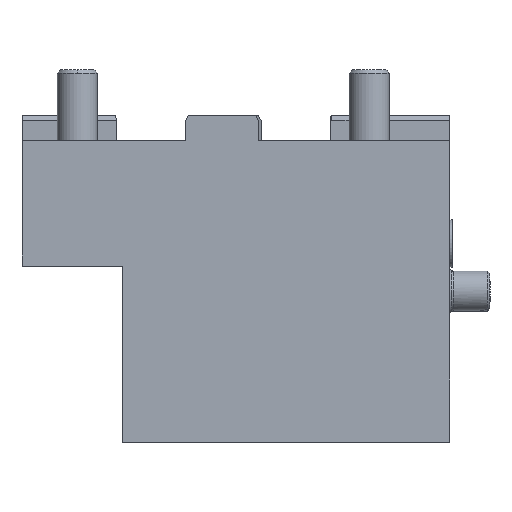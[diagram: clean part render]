
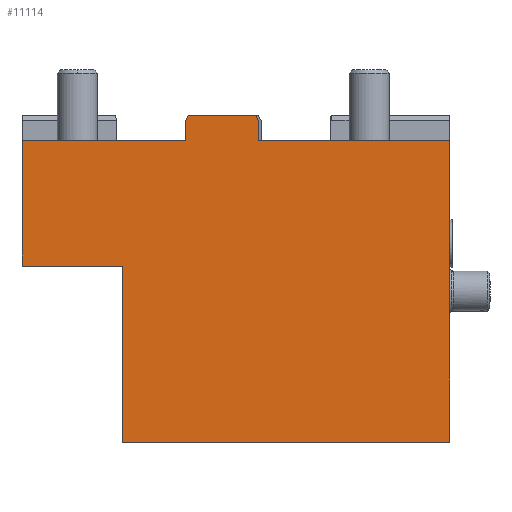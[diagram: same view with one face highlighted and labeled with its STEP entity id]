
A CAD part, front view. The second image highlights one B-rep face of the part: STEP entity #11114.
In plain terms, the highlighted planar face has unit normal (0, 1, 0).
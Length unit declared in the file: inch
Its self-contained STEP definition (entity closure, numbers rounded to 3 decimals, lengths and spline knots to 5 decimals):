
#431 = DIRECTION ( 'NONE',  ( 1., 0., 0. ) ) ;
#524 = ORIENTED_EDGE ( 'NONE', *, *, #11229, .T. ) ;
#938 = CARTESIAN_POINT ( 'NONE',  ( -0.29508, -1.47638, 0.15748 ) ) ;
#1020 = VECTOR ( 'NONE', #2868, 39.37008 ) ;
#1052 = CARTESIAN_POINT ( 'NONE',  ( 0., -1.47638, -2.3622 ) ) ;
#1369 = ORIENTED_EDGE ( 'NONE', *, *, #16546, .T. ) ;
#1551 = VERTEX_POINT ( 'NONE', #938 ) ;
#1887 = CARTESIAN_POINT ( 'NONE',  ( -0.7874, -1.47638, -2.3622 ) ) ;
#1922 = LINE ( 'NONE', #12691, #14280 ) ;
#2084 = EDGE_LOOP ( 'NONE', ( #9388, #2506, #2694, #1369, #12371, #13773, #17077, #17159, #13614, #3386, #7484, #524 ) ) ;
#2129 = VERTEX_POINT ( 'NONE', #1887 ) ;
#2310 = LINE ( 'NONE', #6345, #8217 ) ;
#2506 = ORIENTED_EDGE ( 'NONE', *, *, #12903, .T. ) ;
#2694 = ORIENTED_EDGE ( 'NONE', *, *, #10721, .T. ) ;
#2724 = CARTESIAN_POINT ( 'NONE',  ( 0., -1.47638, 0. ) ) ;
#2868 = DIRECTION ( 'NONE',  ( 0., 0., 1. ) ) ;
#2907 = VERTEX_POINT ( 'NONE', #15518 ) ;
#2935 = EDGE_CURVE ( 'NONE', #10195, #2129, #17186, .T. ) ;
#2957 = LINE ( 'NONE', #9491, #1020 ) ;
#3090 = DIRECTION ( 'NONE',  ( 0., 0., 1. ) ) ;
#3386 = ORIENTED_EDGE ( 'NONE', *, *, #5552, .T. ) ;
#3488 = VERTEX_POINT ( 'NONE', #5346 ) ;
#3534 = EDGE_CURVE ( 'NONE', #2907, #3488, #15878, .T. ) ;
#3874 = DIRECTION ( 'NONE',  ( 1., 0., 0. ) ) ;
#3898 = CARTESIAN_POINT ( 'NONE',  ( 0., -1.47638, 0. ) ) ;
#4300 = VERTEX_POINT ( 'NONE', #7266 ) ;
#5000 = DIRECTION ( 'NONE',  ( -1., 0., 0. ) ) ;
#5194 = VECTOR ( 'NONE', #5000, 39.37008 ) ;
#5256 = CARTESIAN_POINT ( 'NONE',  ( 1.77165, -1.47638, 0. ) ) ;
#5346 = CARTESIAN_POINT ( 'NONE',  ( 1.77165, -1.47638, 0. ) ) ;
#5552 = EDGE_CURVE ( 'NONE', #3488, #10195, #9254, .T. ) ;
#6345 = CARTESIAN_POINT ( 'NONE',  ( 0.26423, -1.47638, 0.17717 ) ) ;
#6637 = CARTESIAN_POINT ( 'NONE',  ( 0., -1.47638, 0.19685 ) ) ;
#6667 = VECTOR ( 'NONE', #8886, 39.37008 ) ;
#6746 = VECTOR ( 'NONE', #14532, 39.37008 ) ;
#7108 = LINE ( 'NONE', #8244, #16307 ) ;
#7266 = CARTESIAN_POINT ( 'NONE',  ( -0.7874, -1.47638, -0.98425 ) ) ;
#7484 = ORIENTED_EDGE ( 'NONE', *, *, #2935, .T. ) ;
#7497 = LINE ( 'NONE', #14337, #6667 ) ;
#7789 = CARTESIAN_POINT ( 'NONE',  ( 0., -1.47638, -0.98425 ) ) ;
#8160 = EDGE_CURVE ( 'NONE', #1551, #13419, #15381, .T. ) ;
#8217 = VECTOR ( 'NONE', #11417, 39.37008 ) ;
#8244 = CARTESIAN_POINT ( 'NONE',  ( -1.5748, -1.47638, 0. ) ) ;
#8338 = DIRECTION ( 'NONE',  ( 0.5, 0., 0.866 ) ) ;
#8740 = VERTEX_POINT ( 'NONE', #16493 ) ;
#8886 = DIRECTION ( 'NONE',  ( 0., 0., -1. ) ) ;
#9254 = LINE ( 'NONE', #5256, #9851 ) ;
#9388 = ORIENTED_EDGE ( 'NONE', *, *, #17160, .T. ) ;
#9491 = CARTESIAN_POINT ( 'NONE',  ( -0.29508, -1.47638, 0. ) ) ;
#9539 = EDGE_CURVE ( 'NONE', #8740, #2907, #7497, .T. ) ;
#9693 = DIRECTION ( 'NONE',  ( 0., 0., 1. ) ) ;
#9745 = CARTESIAN_POINT ( 'NONE',  ( -0.28371, -1.47638, 0.17717 ) ) ;
#9783 = AXIS2_PLACEMENT_3D ( 'NONE', #3898, #10454, #15820 ) ;
#9851 = VECTOR ( 'NONE', #13222, 39.37008 ) ;
#10195 = VERTEX_POINT ( 'NONE', #14205 ) ;
#10270 = CARTESIAN_POINT ( 'NONE',  ( 0.25286, -1.47638, 0.19685 ) ) ;
#10400 = VECTOR ( 'NONE', #3874, 39.37008 ) ;
#10454 = DIRECTION ( 'NONE',  ( 0., 1., 0. ) ) ;
#10556 = VERTEX_POINT ( 'NONE', #13215 ) ;
#10625 = EDGE_CURVE ( 'NONE', #13419, #16698, #15861, .T. ) ;
#10721 = EDGE_CURVE ( 'NONE', #15241, #10556, #11269, .T. ) ;
#11114 = ADVANCED_FACE ( 'NONE', ( #14309 ), #13261, .T. ) ;
#11229 = EDGE_CURVE ( 'NONE', #2129, #4300, #1922, .T. ) ;
#11269 = LINE ( 'NONE', #13640, #16003 ) ;
#11346 = CARTESIAN_POINT ( 'NONE',  ( -0.27235, -1.47638, 0.19685 ) ) ;
#11417 = DIRECTION ( 'NONE',  ( 0.5, 0., -0.866 ) ) ;
#12002 = LINE ( 'NONE', #7789, #5194 ) ;
#12176 = VECTOR ( 'NONE', #8338, 39.37008 ) ;
#12371 = ORIENTED_EDGE ( 'NONE', *, *, #8160, .T. ) ;
#12691 = CARTESIAN_POINT ( 'NONE',  ( -0.7874, -1.47638, 0. ) ) ;
#12903 = EDGE_CURVE ( 'NONE', #16640, #15241, #7108, .T. ) ;
#13215 = CARTESIAN_POINT ( 'NONE',  ( -0.29508, -1.47638, 0. ) ) ;
#13222 = DIRECTION ( 'NONE',  ( 0., 0., -1. ) ) ;
#13261 = PLANE ( 'NONE',  #9783 ) ;
#13419 = VERTEX_POINT ( 'NONE', #11346 ) ;
#13614 = ORIENTED_EDGE ( 'NONE', *, *, #3534, .T. ) ;
#13640 = CARTESIAN_POINT ( 'NONE',  ( 0., -1.47638, 0. ) ) ;
#13773 = ORIENTED_EDGE ( 'NONE', *, *, #10625, .T. ) ;
#13961 = CARTESIAN_POINT ( 'NONE',  ( -1.5748, -1.47638, -0.98425 ) ) ;
#14205 = CARTESIAN_POINT ( 'NONE',  ( 1.77165, -1.47638, -2.3622 ) ) ;
#14280 = VECTOR ( 'NONE', #9693, 39.37008 ) ;
#14309 = FACE_OUTER_BOUND ( 'NONE', #2084, .T. ) ;
#14337 = CARTESIAN_POINT ( 'NONE',  ( 0.27559, -1.47638, 0. ) ) ;
#14532 = DIRECTION ( 'NONE',  ( -1., 0., 0. ) ) ;
#14788 = DIRECTION ( 'NONE',  ( 1., 0., 0. ) ) ;
#15241 = VERTEX_POINT ( 'NONE', #15390 ) ;
#15381 = LINE ( 'NONE', #9745, #12176 ) ;
#15390 = CARTESIAN_POINT ( 'NONE',  ( -1.5748, -1.47638, 0. ) ) ;
#15518 = CARTESIAN_POINT ( 'NONE',  ( 0.27559, -1.47638, 0. ) ) ;
#15820 = DIRECTION ( 'NONE',  ( 0., 0., 1. ) ) ;
#15861 = LINE ( 'NONE', #6637, #16292 ) ;
#15878 = LINE ( 'NONE', #2724, #10400 ) ;
#16003 = VECTOR ( 'NONE', #431, 39.37008 ) ;
#16292 = VECTOR ( 'NONE', #14788, 39.37008 ) ;
#16307 = VECTOR ( 'NONE', #3090, 39.37008 ) ;
#16493 = CARTESIAN_POINT ( 'NONE',  ( 0.27559, -1.47638, 0.15748 ) ) ;
#16546 = EDGE_CURVE ( 'NONE', #10556, #1551, #2957, .T. ) ;
#16640 = VERTEX_POINT ( 'NONE', #13961 ) ;
#16698 = VERTEX_POINT ( 'NONE', #10270 ) ;
#16723 = EDGE_CURVE ( 'NONE', #16698, #8740, #2310, .T. ) ;
#17077 = ORIENTED_EDGE ( 'NONE', *, *, #16723, .T. ) ;
#17159 = ORIENTED_EDGE ( 'NONE', *, *, #9539, .T. ) ;
#17160 = EDGE_CURVE ( 'NONE', #4300, #16640, #12002, .T. ) ;
#17186 = LINE ( 'NONE', #1052, #6746 ) ;
